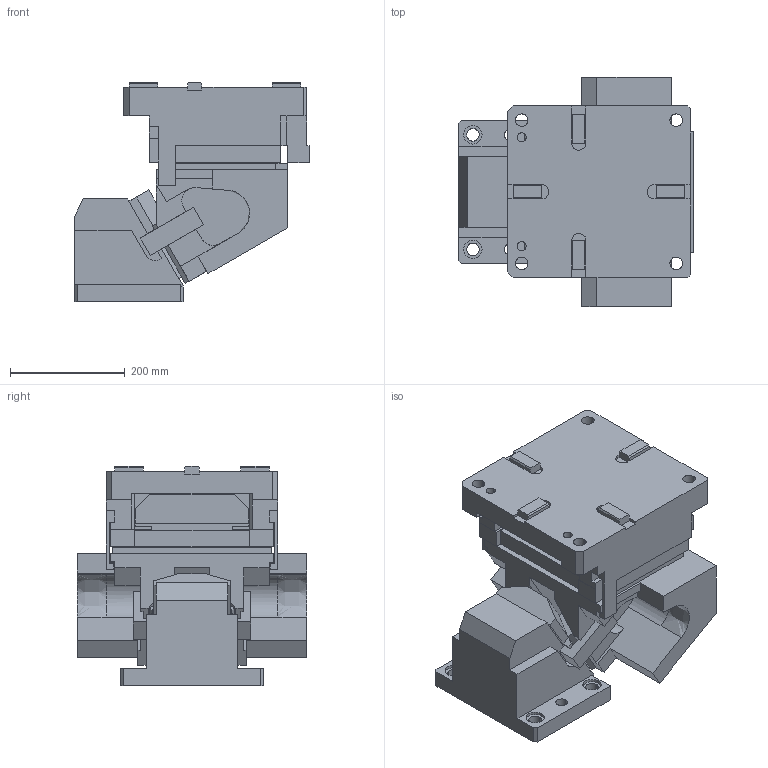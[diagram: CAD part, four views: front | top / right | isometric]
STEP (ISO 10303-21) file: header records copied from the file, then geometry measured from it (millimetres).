
FILE_DESCRIPTION(('CATIA V5 STEP Exchange'),'2;1');
FILE_NAME('CACN_400_60.stp','2015-04-27T12:27:20+00:00',('none'),('none'),'CATIA Version 5 Release 19 SP 2 (IN-10)','CATIA V5 STEP AP203','none');
FILE_SCHEMA(('CONFIG_CONTROL_DESIGN'));
Length unit declared in the file: millimetre
Products named in the file (1): CACN_400_60
Bounding box: 409.97 x 400 x 384 mm (x, y, z)
Volume: 23525935.5 mm3; surface area: 1231901.4 mm2
Topology: 3 solids, 3 shells, 337 faces, 949 edges, 629 vertices
Faces by surface type: plane 264, cylinder 71, extrusion 2
Entity records: 11219 total; most frequent: CARTESIAN_POINT 2898, ORIENTED_EDGE 1898, DIRECTION 1377, EDGE_CURVE 949, VECTOR 788, LINE 786, VERTEX_POINT 629, EDGE_LOOP 374
